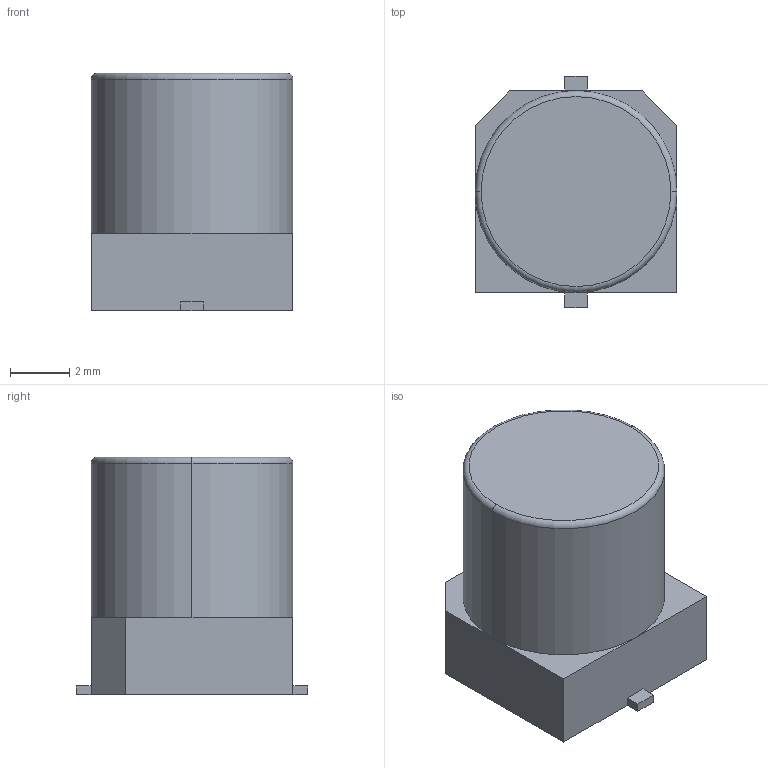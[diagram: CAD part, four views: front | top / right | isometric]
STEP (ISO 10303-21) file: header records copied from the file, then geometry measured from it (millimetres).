
FILE_DESCRIPTION (( 'STEP AP214' ), '1' );
FILE_NAME ('PANASONIC_ELECT_CAP_SIZE_D8.STEP', '2012-04-04T15:01:00', ( 'JFDuval' ), ( '' ), 'SwSTEP 2.0', 'SolidWorks 2011', '' );
FILE_SCHEMA (( 'AUTOMOTIVE_DESIGN' ));
Length unit declared in the file: millimetre
Products named in the file (1): PANASONIC_ELECT_CAP_SIZE_D8
Bounding box: 6.8 x 7.8 x 8 mm (x, y, z)
Volume: 312.8 mm3; surface area: 272.5 mm2
Topology: 1 solids, 1 shells, 24 faces, 58 edges, 36 vertices
Faces by surface type: plane 20, torus 2, cylinder 2
Entity records: 843 total; most frequent: CARTESIAN_POINT 119, DIRECTION 118, ORIENTED_EDGE 116, EDGE_CURVE 58, VECTOR 48, LINE 48, VERTEX_POINT 36, AXIS2_PLACEMENT_3D 35
